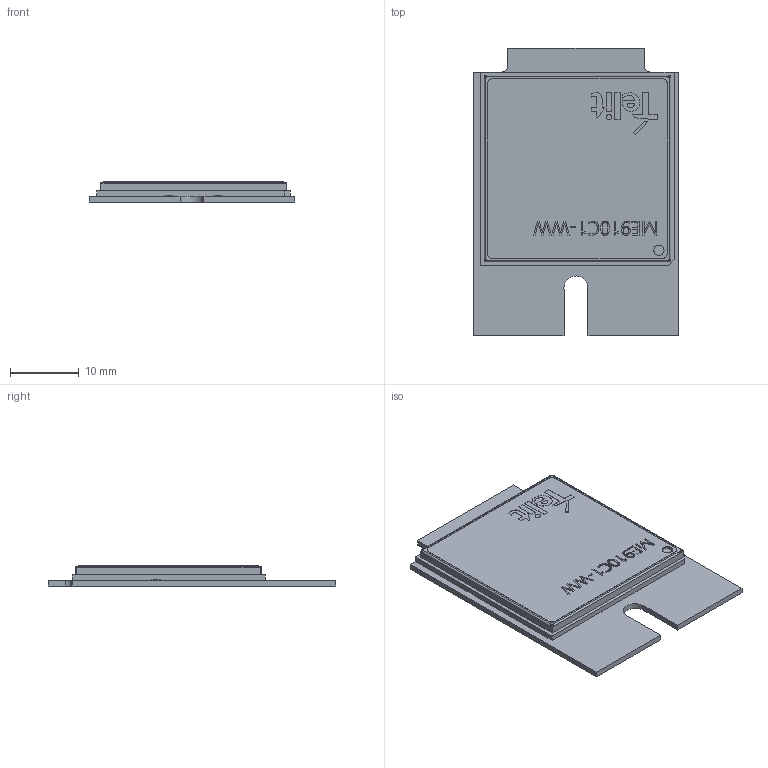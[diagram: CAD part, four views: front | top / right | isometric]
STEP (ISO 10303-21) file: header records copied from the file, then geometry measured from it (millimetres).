
FILE_DESCRIPTION(/* description */ (''),/* implementation_level */ '2;1');
FILE_NAME(/* name */ 'notecard-v2-42mm-ME910C1 v6.step',/* time_stamp */ '2023-01-19T16:39:27-05:00',/* author */ (''),/* organization */ (''),/* preprocessor_version */ 'ST-DEVELOPER v19.2',/* originating_system */ 'Autodesk Translation Framework v11.17.0.187',/* authorisation */ '');
FILE_SCHEMA (('AUTOMOTIVE_DESIGN { 1 0 10303 214 3 1 1 }'));
Products named in the file (2): notecard-v2-42mm-ME910C1; ME910C1-WW
Assembly tree (1 placements, depth 2):
  notecard-v2-42mm-ME910C1
    ME910C1-WW
Bounding box: 30 x 42 x 2.94 mm (x, y, z)
Volume: 1804.4 mm3; surface area: 7653.6 mm2
Topology: 171 solids, 171 shells, 2158 faces, 4991 edges, 3322 vertices
Faces by surface type: plane 1967, bspline 110, cylinder 81
Full cylindrical faces by diameter (mm): 0.82 x2, 1.5 x8
Entity records: 64671 total; most frequent: CARTESIAN_POINT 15922, ORIENTED_EDGE 9982, DIRECTION 9019, EDGE_CURVE 4991, LINE 4625, VECTOR 4625, VERTEX_POINT 3322, EDGE_LOOP 2355
